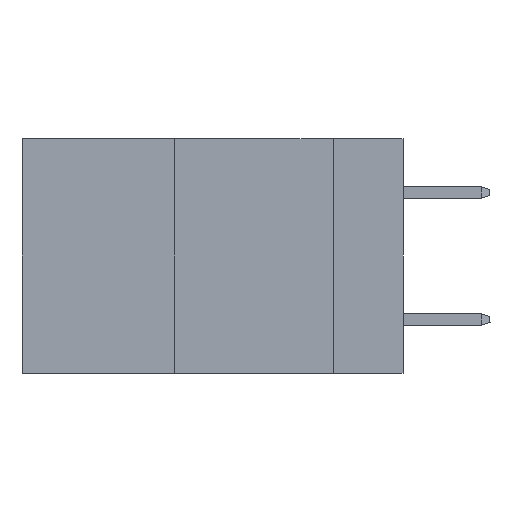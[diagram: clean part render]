
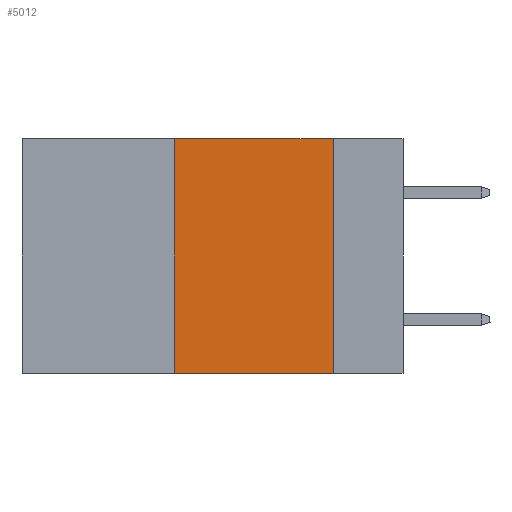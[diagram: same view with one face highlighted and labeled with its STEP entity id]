
A CAD part, left-side view. The second image highlights one B-rep face of the part: STEP entity #5012.
In plain terms, the highlighted planar face has unit normal (-1, 0, 0).
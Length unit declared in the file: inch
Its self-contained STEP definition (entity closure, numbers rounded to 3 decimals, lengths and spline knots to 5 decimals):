
#291 = ORIENTED_EDGE ( 'NONE', *, *, #7639, .T. ) ;
#1738 = LINE ( 'NONE', #14046, #7626 ) ;
#1779 = VERTEX_POINT ( 'NONE', #5180 ) ;
#1975 = VECTOR ( 'NONE', #12080, 39.37008 ) ;
#2118 = CARTESIAN_POINT ( 'NONE',  ( 0., 0.6, 0. ) ) ;
#2687 = DIRECTION ( 'NONE',  ( 0., 0., -1. ) ) ;
#3261 = AXIS2_PLACEMENT_3D ( 'NONE', #2118, #14431, #4504 ) ;
#3731 = VERTEX_POINT ( 'NONE', #8079 ) ;
#4039 = EDGE_LOOP ( 'NONE', ( #7635, #11051, #8783, #291 ) ) ;
#4260 = CARTESIAN_POINT ( 'NONE',  ( 0., 0.36, -0.37 ) ) ;
#4288 = LINE ( 'NONE', #14471, #1975 ) ;
#4482 = EDGE_CURVE ( 'NONE', #3731, #1779, #1738, .T. ) ;
#4504 = DIRECTION ( 'NONE',  ( 0., 0., -1. ) ) ;
#4921 = CARTESIAN_POINT ( 'NONE',  ( 0., 0.36, 0. ) ) ;
#5012 = ADVANCED_FACE ( 'NONE', ( #9409 ), #12126, .F. ) ;
#5180 = CARTESIAN_POINT ( 'NONE',  ( 0., 0.11, 0. ) ) ;
#6437 = VECTOR ( 'NONE', #2687, 39.37008 ) ;
#6725 = VERTEX_POINT ( 'NONE', #4260 ) ;
#6781 = DIRECTION ( 'NONE',  ( 0., -1., 0. ) ) ;
#7626 = VECTOR ( 'NONE', #6781, 39.37008 ) ;
#7635 = ORIENTED_EDGE ( 'NONE', *, *, #11155, .F. ) ;
#7639 = EDGE_CURVE ( 'NONE', #6725, #9770, #4288, .T. ) ;
#8079 = CARTESIAN_POINT ( 'NONE',  ( 0., 0.36, 0. ) ) ;
#8330 = EDGE_CURVE ( 'NONE', #6725, #3731, #15244, .T. ) ;
#8783 = ORIENTED_EDGE ( 'NONE', *, *, #8330, .F. ) ;
#9409 = FACE_OUTER_BOUND ( 'NONE', #4039, .T. ) ;
#9770 = VERTEX_POINT ( 'NONE', #9895 ) ;
#9895 = CARTESIAN_POINT ( 'NONE',  ( 0., 0.11, -0.37 ) ) ;
#11051 = ORIENTED_EDGE ( 'NONE', *, *, #4482, .F. ) ;
#11155 = EDGE_CURVE ( 'NONE', #1779, #9770, #14017, .T. ) ;
#12080 = DIRECTION ( 'NONE',  ( 0., -1., 0. ) ) ;
#12126 = PLANE ( 'NONE',  #3261 ) ;
#13302 = VECTOR ( 'NONE', #13853, 39.37008 ) ;
#13699 = CARTESIAN_POINT ( 'NONE',  ( 0., 0.11, 0. ) ) ;
#13853 = DIRECTION ( 'NONE',  ( 0., 0., 1. ) ) ;
#14017 = LINE ( 'NONE', #13699, #6437 ) ;
#14046 = CARTESIAN_POINT ( 'NONE',  ( 0., 0.6, 0. ) ) ;
#14431 = DIRECTION ( 'NONE',  ( 1., 0., 0. ) ) ;
#14471 = CARTESIAN_POINT ( 'NONE',  ( 0., 0.6, -0.37 ) ) ;
#15244 = LINE ( 'NONE', #4921, #13302 ) ;
